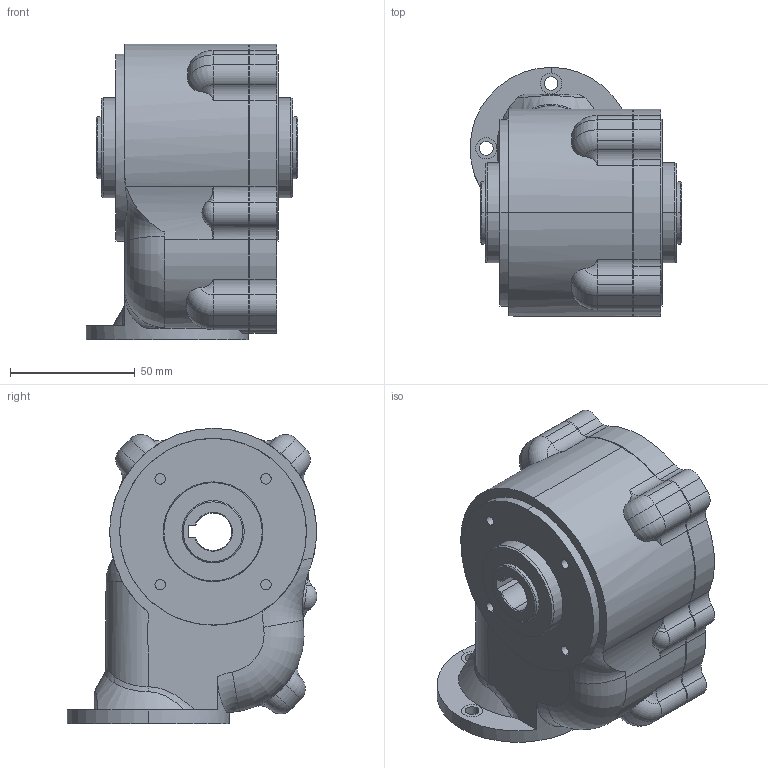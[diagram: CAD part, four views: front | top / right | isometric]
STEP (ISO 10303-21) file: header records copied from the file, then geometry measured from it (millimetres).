
FILE_DESCRIPTION (( 'STEP AP203' ), '1' );
FILE_NAME ('ZKS30H-+-2556634000-+-2556723-1903.STEP', '2023-04-19T08:26:26', ( '' ), ( '' ), 'SwSTEP 2.0', 'SolidWorks 2020', '' );
FILE_SCHEMA (( 'CONFIG_CONTROL_DESIGN' ));
Length unit declared in the file: millimetre
Products named in the file (1): ZKS30H-+-2556634000-+-2556723-1903
Bounding box: 85 x 100.1 x 118.5 mm (x, y, z)
Volume: 520383.7 mm3; surface area: 49954.5 mm2
Topology: 1 solids, 1 shells, 235 faces, 561 edges, 338 vertices
Faces by surface type: cylinder 148, plane 40, cone 22, torus 20, bspline 4, sphere 1
Entity records: 8384 total; most frequent: CARTESIAN_POINT 2801, DIRECTION 1236, ORIENTED_EDGE 1110, EDGE_CURVE 555, AXIS2_PLACEMENT_3D 513, VERTEX_POINT 338, CIRCLE 281, EDGE_LOOP 259
